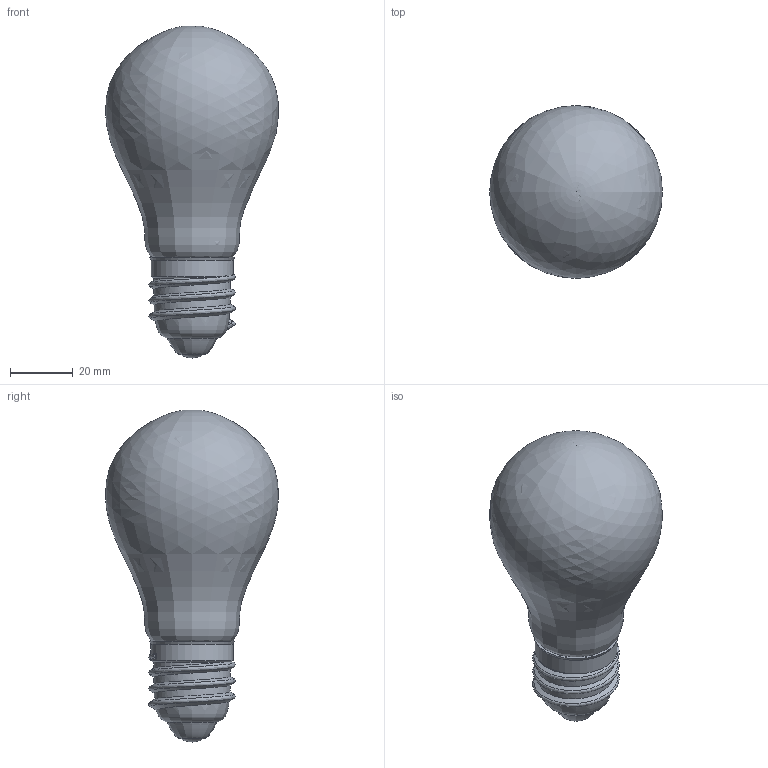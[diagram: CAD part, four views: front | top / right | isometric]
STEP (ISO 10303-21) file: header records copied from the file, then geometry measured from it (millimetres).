
FILE_DESCRIPTION(('FreeCAD Model'),'2;1');
FILE_NAME('Open CASCADE Shape Model','2025-05-28T07:43:49',('FreeCAD'),( 'FreeCAD'),'Open CASCADE STEP processor 7.6','FreeCAD','Unknown');
FILE_SCHEMA(('AUTOMOTIVE_DESIGN { 1 0 10303 214 1 1 1 1 }'));
Length unit declared in the file: millimetre
Products named in the file (1): Open CASCADE STEP translator 7.6 1
Bounding box: 54.95 x 55.01 x 105.53 mm (x, y, z)
Volume: 15303 mm3; surface area: 27926.7 mm2
Topology: 11 solids, 11 shells, 81 faces, 161 edges, 101 vertices
Faces by surface type: bspline 38, plane 24, cylinder 13, torus 2, sphere 2, cone 2
Full cylindrical faces by diameter (mm): 0.3 x8, 2.5 x1, 5.31 x1, 10 x1, 26.087 x1
Entity records: 8359 total; most frequent: CARTESIAN_POINT 6931, ORIENTED_EDGE 314, DIRECTION 227, EDGE_CURVE 157, AXIS2_PLACEMENT_3D 104, VERTEX_POINT 101, FACE_BOUND 84, EDGE_LOOP 84
